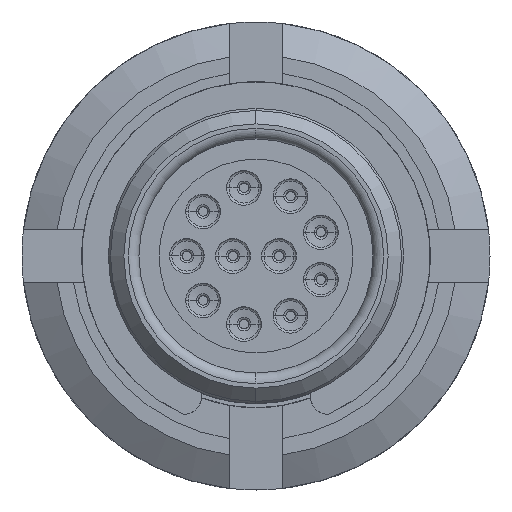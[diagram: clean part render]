
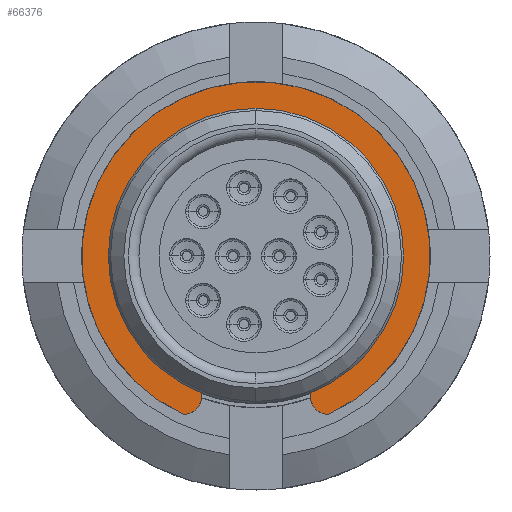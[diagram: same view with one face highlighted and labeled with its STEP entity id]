
A CAD part, left-side view. The second image highlights one B-rep face of the part: STEP entity #66376.
In plain terms, the highlighted planar face has unit normal (-1, 0, 0).
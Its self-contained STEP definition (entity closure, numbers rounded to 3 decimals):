
#3059 = AXIS2_PLACEMENT_3D ( 'NONE', #64483, #33698, #3061 ) ;
#3061 = DIRECTION ( 'NONE',  ( 0., 0., -1. ) ) ;
#3063 = DIRECTION ( 'NONE',  ( 0., 0., -1. ) ) ;
#4187 = EDGE_CURVE ( 'NONE', #65803, #12526, #16103, .T. ) ;
#4745 = AXIS2_PLACEMENT_3D ( 'NONE', #46565, #15839, #51792 ) ;
#6055 = PLANE ( 'NONE',  #19169 ) ;
#9954 = ORIENTED_EDGE ( 'NONE', *, *, #4187, .F. ) ;
#11444 = DIRECTION ( 'NONE',  ( 1., 0., 0. ) ) ;
#11600 = ORIENTED_EDGE ( 'NONE', *, *, #40057, .F. ) ;
#11995 = CARTESIAN_POINT ( 'NONE',  ( 10.412, 0., 0. ) ) ;
#12526 = VERTEX_POINT ( 'NONE', #51053 ) ;
#15817 = VERTEX_POINT ( 'NONE', #63995 ) ;
#15839 = DIRECTION ( 'NONE',  ( 1., 0., 0. ) ) ;
#16103 = CIRCLE ( 'NONE', #3059, 0.688 ) ;
#16324 = ORIENTED_EDGE ( 'NONE', *, *, #18687, .T. ) ;
#17088 = DIRECTION ( 'NONE',  ( 0., 0., -1. ) ) ;
#18520 = AXIS2_PLACEMENT_3D ( 'NONE', #11995, #47829, #17088 ) ;
#18687 = EDGE_CURVE ( 'NONE', #65803, #15817, #31705, .T. ) ;
#19169 = AXIS2_PLACEMENT_3D ( 'NONE', #42129, #11444, #47297 ) ;
#19721 = ORIENTED_EDGE ( 'NONE', *, *, #22342, .F. ) ;
#22249 = AXIS2_PLACEMENT_3D ( 'NONE', #64484, #33699, #3063 ) ;
#22342 = EDGE_CURVE ( 'NONE', #38325, #15817, #48659, .T. ) ;
#31705 = CIRCLE ( 'NONE', #18520, 5.334 ) ;
#32099 = CARTESIAN_POINT ( 'NONE',  ( 10.412, 2.731, -4.582 ) ) ;
#33698 = DIRECTION ( 'NONE',  ( 1., 0., 0. ) ) ;
#33699 = DIRECTION ( 'NONE',  ( 1., 0., 0. ) ) ;
#38325 = VERTEX_POINT ( 'NONE', #62725 ) ;
#40057 = EDGE_CURVE ( 'NONE', #12526, #38325, #53468, .T. ) ;
#42129 = CARTESIAN_POINT ( 'NONE',  ( 10.412, 0., 0. ) ) ;
#46565 = CARTESIAN_POINT ( 'NONE',  ( 10.412, -2.73, -5.27 ) ) ;
#47297 = DIRECTION ( 'NONE',  ( 0., 0., -1. ) ) ;
#47829 = DIRECTION ( 'NONE',  ( 1., 0., 0. ) ) ;
#48659 = CIRCLE ( 'NONE', #4745, 0.688 ) ;
#50116 = EDGE_LOOP ( 'NONE', ( #11600, #9954, #16324, #19721 ) ) ;
#51053 = CARTESIAN_POINT ( 'NONE',  ( 10.412, 2.731, -5.957 ) ) ;
#51792 = DIRECTION ( 'NONE',  ( 0., 0., -1. ) ) ;
#52697 = FACE_OUTER_BOUND ( 'NONE', #50116, .T. ) ;
#53468 = CIRCLE ( 'NONE', #22249, 6.553 ) ;
#62725 = CARTESIAN_POINT ( 'NONE',  ( 10.412, -2.73, -5.957 ) ) ;
#63995 = CARTESIAN_POINT ( 'NONE',  ( 10.412, -2.73, -4.582 ) ) ;
#64483 = CARTESIAN_POINT ( 'NONE',  ( 10.412, 2.731, -5.269 ) ) ;
#64484 = CARTESIAN_POINT ( 'NONE',  ( 10.412, 0., 0. ) ) ;
#65803 = VERTEX_POINT ( 'NONE', #32099 ) ;
#66376 = ADVANCED_FACE ( 'NONE', ( #52697 ), #6055, .F. ) ;
